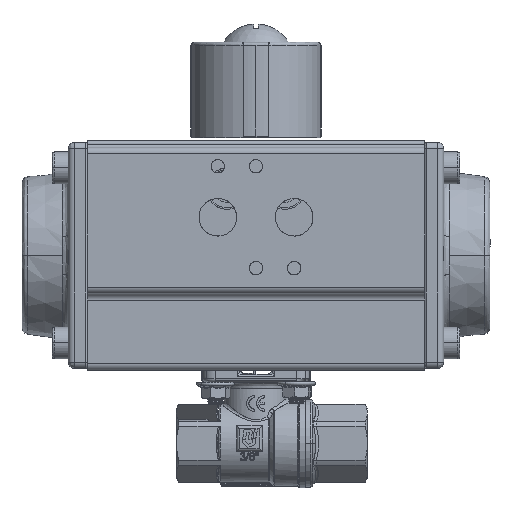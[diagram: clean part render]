
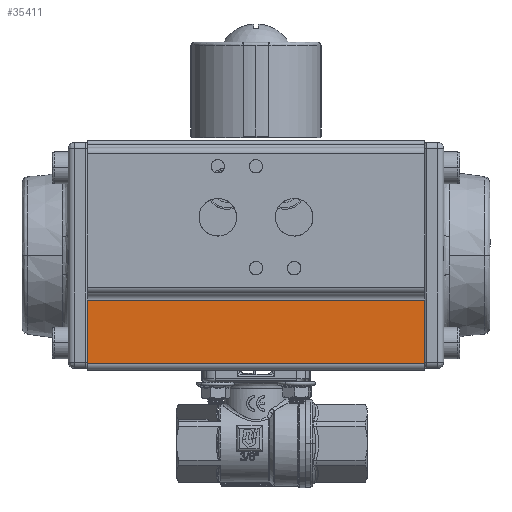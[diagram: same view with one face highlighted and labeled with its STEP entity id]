
A CAD part, front view. The second image highlights one B-rep face of the part: STEP entity #35411.
In plain terms, the highlighted planar face has unit normal (0, 1, 0).
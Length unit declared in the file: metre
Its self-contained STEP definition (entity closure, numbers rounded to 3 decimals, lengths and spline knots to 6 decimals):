
#2911 = DIRECTION ( 'NONE',  ( 0., 1., 0. ) ) ;
#3245 = VERTEX_POINT ( 'NONE', #72011 ) ;
#4258 = PLANE ( 'NONE',  #5218 ) ;
#5218 = AXIS2_PLACEMENT_3D ( 'NONE', #25272, #2911, #72535 ) ;
#5384 = CARTESIAN_POINT ( 'NONE',  ( -0.05997, -0.043299, 0.0765 ) ) ;
#9976 = LINE ( 'NONE', #37888, #20778 ) ;
#11087 = CARTESIAN_POINT ( 'NONE',  ( 0.04603, -0.043299, 0.0765 ) ) ;
#11102 = FACE_OUTER_BOUND ( 'NONE', #21967, .T. ) ;
#16192 = ORIENTED_EDGE ( 'NONE', *, *, #65747, .T. ) ;
#18325 = ORIENTED_EDGE ( 'NONE', *, *, #39883, .T. ) ;
#18478 = DIRECTION ( 'NONE',  ( 0., 0., 1. ) ) ;
#20778 = VECTOR ( 'NONE', #85116, 1. ) ;
#21967 = EDGE_LOOP ( 'NONE', ( #16192, #41655, #18325, #39567 ) ) ;
#22803 = DIRECTION ( 'NONE',  ( 1., 0., 0. ) ) ;
#23966 = VERTEX_POINT ( 'NONE', #79836 ) ;
#25272 = CARTESIAN_POINT ( 'NONE',  ( -0.05997, -0.043299, 0.0765 ) ) ;
#27084 = LINE ( 'NONE', #11087, #67141 ) ;
#35411 = ADVANCED_FACE ( 'NONE', ( #11102 ), #4258, .T. ) ;
#37888 = CARTESIAN_POINT ( 'NONE',  ( -0.05997, -0.043299, 0.0765 ) ) ;
#39021 = DIRECTION ( 'NONE',  ( 0., 0., -1. ) ) ;
#39567 = ORIENTED_EDGE ( 'NONE', *, *, #51893, .T. ) ;
#39883 = EDGE_CURVE ( 'NONE', #3245, #69439, #9976, .T. ) ;
#40060 = CARTESIAN_POINT ( 'NONE',  ( -0.05997, -0.043299, 0.0765 ) ) ;
#41655 = ORIENTED_EDGE ( 'NONE', *, *, #73888, .T. ) ;
#51242 = LINE ( 'NONE', #72334, #52621 ) ;
#51893 = EDGE_CURVE ( 'NONE', #69439, #23966, #81322, .T. ) ;
#52621 = VECTOR ( 'NONE', #22803, 1. ) ;
#65747 = EDGE_CURVE ( 'NONE', #23966, #86990, #51242, .T. ) ;
#67141 = VECTOR ( 'NONE', #39021, 1. ) ;
#69439 = VERTEX_POINT ( 'NONE', #5384 ) ;
#72011 = CARTESIAN_POINT ( 'NONE',  ( 0.04603, -0.043299, 0.0765 ) ) ;
#72334 = CARTESIAN_POINT ( 'NONE',  ( -0.05997, -0.043299, 0.0965 ) ) ;
#72535 = DIRECTION ( 'NONE',  ( 0., 0., 1. ) ) ;
#73888 = EDGE_CURVE ( 'NONE', #86990, #3245, #27084, .T. ) ;
#78209 = VECTOR ( 'NONE', #18478, 1. ) ;
#78769 = CARTESIAN_POINT ( 'NONE',  ( 0.04603, -0.043299, 0.0965 ) ) ;
#79836 = CARTESIAN_POINT ( 'NONE',  ( -0.05997, -0.043299, 0.0965 ) ) ;
#81322 = LINE ( 'NONE', #40060, #78209 ) ;
#85116 = DIRECTION ( 'NONE',  ( -1., 0., 0. ) ) ;
#86990 = VERTEX_POINT ( 'NONE', #78769 ) ;
